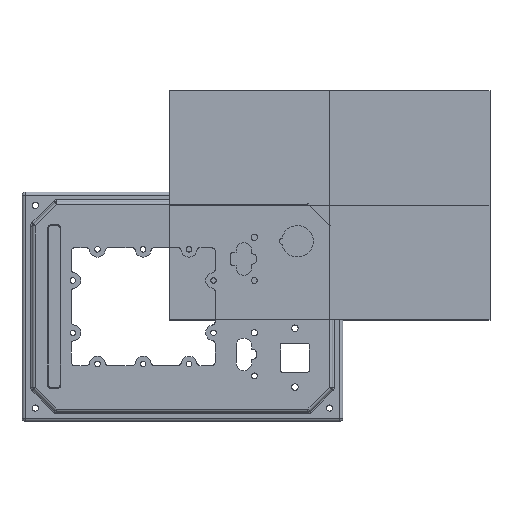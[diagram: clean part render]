
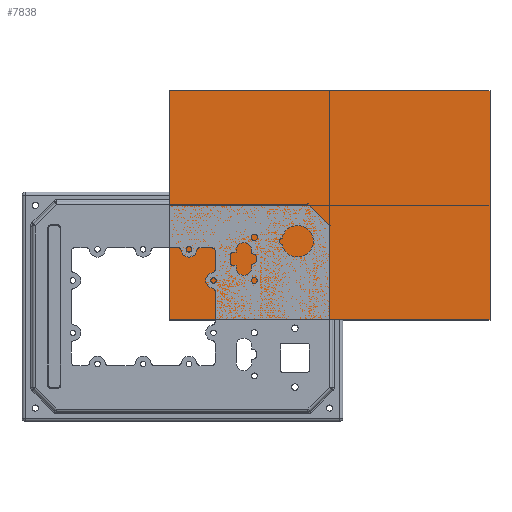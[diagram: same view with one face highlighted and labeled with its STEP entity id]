
A CAD part, top view. The second image highlights one B-rep face of the part: STEP entity #7838.
In plain terms, the highlighted planar face has unit normal (0, 0, 1).
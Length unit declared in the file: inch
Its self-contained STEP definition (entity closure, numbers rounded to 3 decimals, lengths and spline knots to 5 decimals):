
#7799=CARTESIAN_POINT('',(11.759,-0.509,1.9));
#7800=VERTEX_POINT('',#7799);
#7801=CARTESIAN_POINT('',(11.759,8.259,1.9));
#7802=VERTEX_POINT('',#7801);
#7803=CARTESIAN_POINT('',(11.759,-0.509,1.9));
#7804=DIRECTION('',(0.0,1.0,0.0));
#7805=VECTOR('',#7804,1.0);
#7806=LINE('',#7803,#7805);
#7807=EDGE_CURVE('',#7800,#7802,#7806,.T.);
#7808=ORIENTED_EDGE('',*,*,#7807,.T.);
#7809=CARTESIAN_POINT('',(-0.509,8.259,1.9));
#7810=VERTEX_POINT('',#7809);
#7811=CARTESIAN_POINT('',(11.759,8.259,1.9));
#7812=DIRECTION('',(-1.0,0.0,0.0));
#7813=VECTOR('',#7812,1.0);
#7814=LINE('',#7811,#7813);
#7815=EDGE_CURVE('',#7802,#7810,#7814,.T.);
#7816=ORIENTED_EDGE('',*,*,#7815,.T.);
#7817=CARTESIAN_POINT('',(-0.509,-0.509,1.9));
#7818=VERTEX_POINT('',#7817);
#7819=CARTESIAN_POINT('',(-0.509,-0.509,1.9));
#7820=DIRECTION('',(0.0,1.0,0.0));
#7821=VECTOR('',#7820,1.0);
#7822=LINE('',#7819,#7821);
#7823=EDGE_CURVE('',#7818,#7810,#7822,.T.);
#7824=ORIENTED_EDGE('',*,*,#7823,.F.);
#7825=CARTESIAN_POINT('',(11.759,-0.509,1.9));
#7826=DIRECTION('',(-1.0,0.0,0.0));
#7827=VECTOR('',#7826,1.0);
#7828=LINE('',#7825,#7827);
#7829=EDGE_CURVE('',#7800,#7818,#7828,.T.);
#7830=ORIENTED_EDGE('',*,*,#7829,.F.);
#7831=EDGE_LOOP('',(#7808,#7816,#7824,#7830));
#7832=FACE_OUTER_BOUND('',#7831,.T.);
#7833=CARTESIAN_POINT('',(11.759,-0.509,1.9));
#7834=DIRECTION('',(0.0,0.0,1.0));
#7835=DIRECTION('',(0.0,1.0,0.0));
#7836=AXIS2_PLACEMENT_3D('',#7833,#7834,#7835);
#7837=PLANE('',#7836);
#7838=ADVANCED_FACE('no 1976',(#7832),#7837,.T.);
